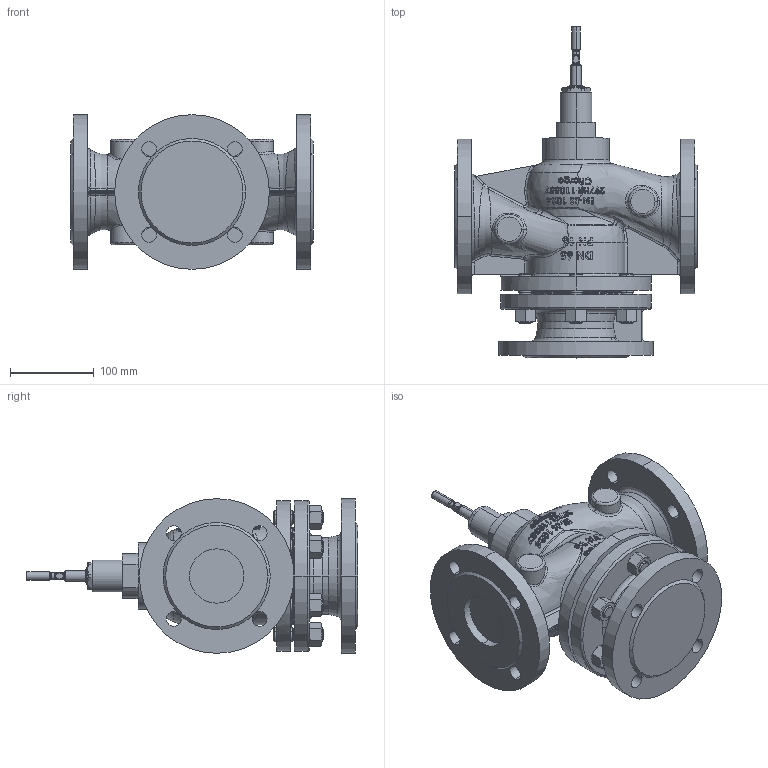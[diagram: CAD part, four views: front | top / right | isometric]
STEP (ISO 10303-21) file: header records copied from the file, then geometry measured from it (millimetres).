
FILE_DESCRIPTION (( 'STEP AP214' ), '1' );
FILE_NAME ('BR325 DN65 XXX PN16 for MC_STEP (Defeature).STEP', '2015-03-02T08:25:01', ( 'tdietz' ), ( '' ), 'SwSTEP 2.0', 'SolidWorks 2014', '' );
FILE_SCHEMA (( 'AUTOMOTIVE_DESIGN' ));
Length unit declared in the file: millimetre
Products named in the file (1): BR325 DN65 XXX PN16 for MC_STEP (Defeature)
Bounding box: 290 x 397 x 185 mm (x, y, z)
Volume: 5251779.5 mm3; surface area: 421532.2 mm2
Topology: 1 solids, 1 shells, 1041 faces, 2732 edges, 1749 vertices
Faces by surface type: plane 351, bspline 267, cylinder 180, cone 127, torus 81, sphere 35
Entity records: 183443 total; most frequent: CARTESIAN_POINT 156536, ORIENTED_EDGE 5402, DIRECTION 4291, EDGE_CURVE 2701, AXIS2_PLACEMENT_3D 1767, VERTEX_POINT 1730, EDGE_LOOP 1141, ADVANCED_FACE 1039
